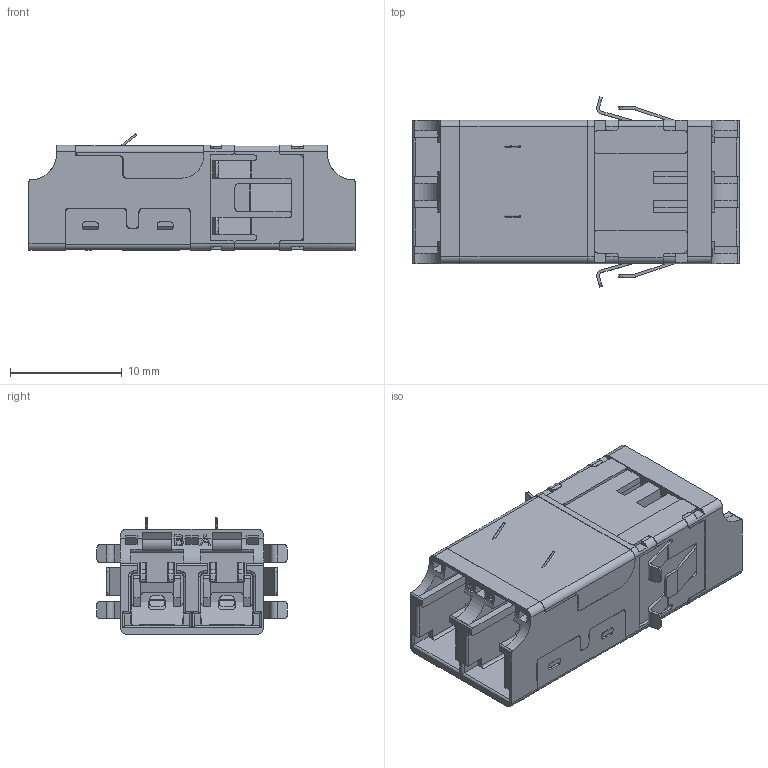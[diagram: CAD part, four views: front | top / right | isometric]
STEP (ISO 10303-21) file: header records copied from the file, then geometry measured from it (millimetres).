
FILE_DESCRIPTION (( 'STEP AP214' ), '1' );
FILE_NAME ('FOA-831-BLU_3D.step', '2023-03-08T22:31:42', ( '' ), ( '' ), 'SwSTEP 2.0', 'SolidWorks 2022', '' );
FILE_SCHEMA (( 'AUTOMOTIVE_DESIGN' ));
Length unit declared in the file: inch
Products named in the file (12): Copy of STM-0912-C LC Duplex  Slim-Pack IS Adapter Up Shutter Spring  V1.0.igs^Copy of STCD-0867-3 LC2 X SSP X XX XX LC Duplex Slim-Pack Internal Shutter Adapter with Side Stable Spring V1.3.igs~; Copy of STM-0909 LC Duplex (Quad) Slim-Pack Adapter Down Shutter2018.12.03.igs^Copy of STCD-0867-3 LC2 X SSP X XX XX LC Duplex Slim-Pack Internal Shutter Adapter with Side Stable Spring V1.3.igs~; Copy of STCD-0867-3 LC2 X SSP X XX XX LC Duplex Slim-Pack Internal Shutter Adapter with Side Stable Spring V1.3.igs^FOA-831-BLU; Copy of STM-0897 LC Duplex (Quad) Slim-Pack Adapter Side Stable SpringV2.1.igs^Copy of STCD-0867-3 LC2 X SSP X XX XX LC Duplex Slim-Pack Internal Shutter Adapter with Side Stable Spring V1.3.igs~; Copy of STS-0397  Duplex internal shutter shaft  V1.0.igs^Copy of STCD-0867-3 LC2 X SSP X XX XX LC Duplex Slim-Pack Internal Shutter Adapter with Side Stable Spring V1.3.igs_FOA-831-BLU; Copy of STM-0857-2 Down Shutter Plate Spring 2018.12.03 ï¼ˆR2.0).igs^Copy of STCD-0867-3 LC2 X SSP X XX XX LC Duplex Slim-Pack Internal Shutter Adapter with Side Stable Spring V1.3.igs_FOA-831-B~; Copy of FOP-0250 Split Sleeve.igs^Copy of STCD-0867-3 LC2 X SSP X XX XX LC Duplex Slim-Pack Internal Shutter Adapter with Side Stable Spring V1.3.igs_FOA-831-BLU; FOA-831-BLU_3D; Copy of STM-0908  LC Duplex (Quad) Slim-Pack Adapter Up Shutter2018.12.03.igs^Copy of STCD-0867-3 LC2 X SSP X XX XX LC Duplex Slim-Pack Internal Shutter Adapter with Side Stable Spring V1.3.igs_~; Copy of STM-0910 LC Duplex Slim-Pack Adapter Down Base2018.12.03.igs^Copy of STCD-0867-3 LC2 X SSP X XX XX LC Duplex Slim-Pack Internal Shutter Adapter with Side Stable Spring V1.3.igs_FOA-831-B~; Copy of STM-0900 LC Duplex Slim-Pack Internal Shutter Adapter Housing2018.12.12.igs^Copy of STCD-0867-3 LC2 X SSP X XX XX LC Duplex Slim-Pack Internal Shutter Adapter with Side Stable Spring V1.~; Copy of STM-0906 LC Duplex Adapter Up Base 2018.12.03.igs^Copy of STCD-0867-3 LC2 X SSP X XX XX LC Duplex Slim-Pack Internal Shutter Adapter with Side Stable Spring V1.3.igs_FOA-831-BLU
Assembly tree (16 placements, depth 3):
  FOA-831-BLU_3D
    Copy of STCD-0867-3 LC2 X SSP X XX XX LC Duplex Slim-Pack Internal Shutter Adapter with Side Stable Spring V1.3.igs^FOA-831-BLU
      Copy of STM-0900 LC Duplex Slim-Pack Internal Shutter Adapter Housing2018.12.12.igs^Copy of STCD-0867-3 LC2 X SSP X XX XX LC Duplex Slim-Pack Internal Shutter Adapter with Side Stable Spring V1.~
      Copy of STS-0397  Duplex internal shutter shaft  V1.0.igs^Copy of STCD-0867-3 LC2 X SSP X XX XX LC Duplex Slim-Pack Internal Shutter Adapter with Side Stable Spring V1.3.igs_FOA-831-BLU
      Copy of STM-0908  LC Duplex (Quad) Slim-Pack Adapter Up Shutter2018.12.03.igs^Copy of STCD-0867-3 LC2 X SSP X XX XX LC Duplex Slim-Pack Internal Shutter Adapter with Side Stable Spring V1.3.igs_~  x2
      Copy of STM-0906 LC Duplex Adapter Up Base 2018.12.03.igs^Copy of STCD-0867-3 LC2 X SSP X XX XX LC Duplex Slim-Pack Internal Shutter Adapter with Side Stable Spring V1.3.igs_FOA-831-BLU
      Copy of STM-0910 LC Duplex Slim-Pack Adapter Down Base2018.12.03.igs^Copy of STCD-0867-3 LC2 X SSP X XX XX LC Duplex Slim-Pack Internal Shutter Adapter with Side Stable Spring V1.3.igs_FOA-831-B~
      Copy of FOP-0250 Split Sleeve.igs^Copy of STCD-0867-3 LC2 X SSP X XX XX LC Duplex Slim-Pack Internal Shutter Adapter with Side Stable Spring V1.3.igs_FOA-831-BLU  x2
      Copy of STM-0857-2 Down Shutter Plate Spring 2018.12.03 ï¼ˆR2.0).igs^Copy of STCD-0867-3 LC2 X SSP X XX XX LC Duplex Slim-Pack Internal Shutter Adapter with Side Stable Spring V1.3.igs_FOA-831-B~
      Copy of STM-0912-C LC Duplex  Slim-Pack IS Adapter Up Shutter Spring  V1.0.igs^Copy of STCD-0867-3 LC2 X SSP X XX XX LC Duplex Slim-Pack Internal Shutter Adapter with Side Stable Spring V1.3.igs~  x2
      Copy of STM-0909 LC Duplex (Quad) Slim-Pack Adapter Down Shutter2018.12.03.igs^Copy of STCD-0867-3 LC2 X SSP X XX XX LC Duplex Slim-Pack Internal Shutter Adapter with Side Stable Spring V1.3.igs~  x2
      Copy of STM-0897 LC Duplex (Quad) Slim-Pack Adapter Side Stable SpringV2.1.igs^Copy of STCD-0867-3 LC2 X SSP X XX XX LC Duplex Slim-Pack Internal Shutter Adapter with Side Stable Spring V1.3.igs~  x2
Bounding box: 29.2 x 17.04 x 10.42 mm (x, y, z)
Volume: 1435.1 mm3; surface area: 4688.4 mm2
Topology: 15 solids, 15 shells, 1534 faces, 4187 edges, 2678 vertices
Faces by surface type: plane 778, cylinder 543, torus 98, bspline 61, cone 38, sphere 16
Entity records: 43130 total; most frequent: CARTESIAN_POINT 11668, ORIENTED_EDGE 6718, DIRECTION 6230, EDGE_CURVE 3359, VECTOR 2214, LINE 2214, VERTEX_POINT 2161, AXIS2_PLACEMENT_3D 2008
